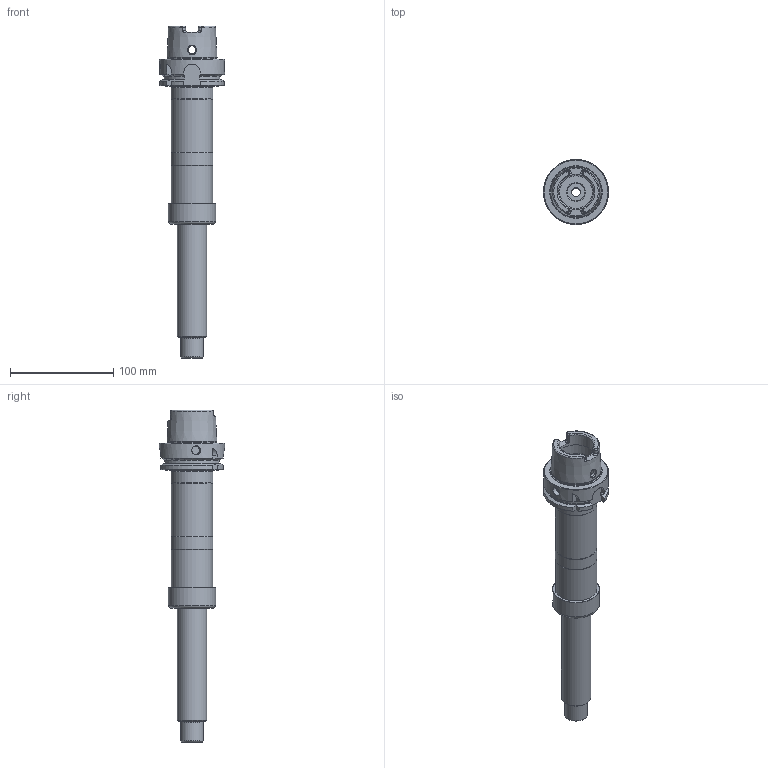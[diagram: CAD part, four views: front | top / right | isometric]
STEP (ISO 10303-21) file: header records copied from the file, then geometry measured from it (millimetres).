
FILE_DESCRIPTION(/* description */ (''),/* implementation_level */ '2;1');
FILE_NAME(/* name */ '886513130.stp',/* time_stamp */ '2021-07-28T09:02:04',/* author */ ('LRA'),/* organization */ ('REGO-FIX'),/* preprocessor_version */ ' Unknown',/* originating_system */ 'SIEMENS PLM Software Solid Edge ST10',/* authorization */ 'Unknown');
FILE_SCHEMA (('AUTOMOTIVE_DESIGN { 1 0 10303 214 2 1 1}'));
Length unit declared in the file: millimetre
Products named in the file (1): NOCUT
Bounding box: 63 x 63 x 321.7 mm (x, y, z)
Volume: 303596.2 mm3; surface area: 66916.9 mm2
Topology: 1 solids, 3 shells, 191 faces, 467 edges, 292 vertices
Faces by surface type: plane 56, cylinder 51, cone 50, torus 34
Full cylindrical faces by diameter (mm): 7.5 x2, 8.35 x1, 8.376 x1, 8.4 x1, 8.5 x1, 9.6 x1, 10 x1, 10.5 x1, 14 x1, 16.917 x1, 20 x1, 22.3 x1, 23.8 x1, 24.7 x1, 25 x1, 28.3 x1, 33.3 x1, 34 x3, 38.376 x1, 40 x3, 40.05 x1, 40.5 x2, 43.3 x1, 45.65 x1, 48.129 x1, 63 x1
Entity records: 6548 total; most frequent: CARTESIAN_POINT 1235, DIRECTION 840, ORIENTED_EDGE 692, AXIS2_PLACEMENT_3D 375, EDGE_CURVE 346, EDGE_LOOP 303, FACE_BOUND 303, VERTEX_POINT 263
